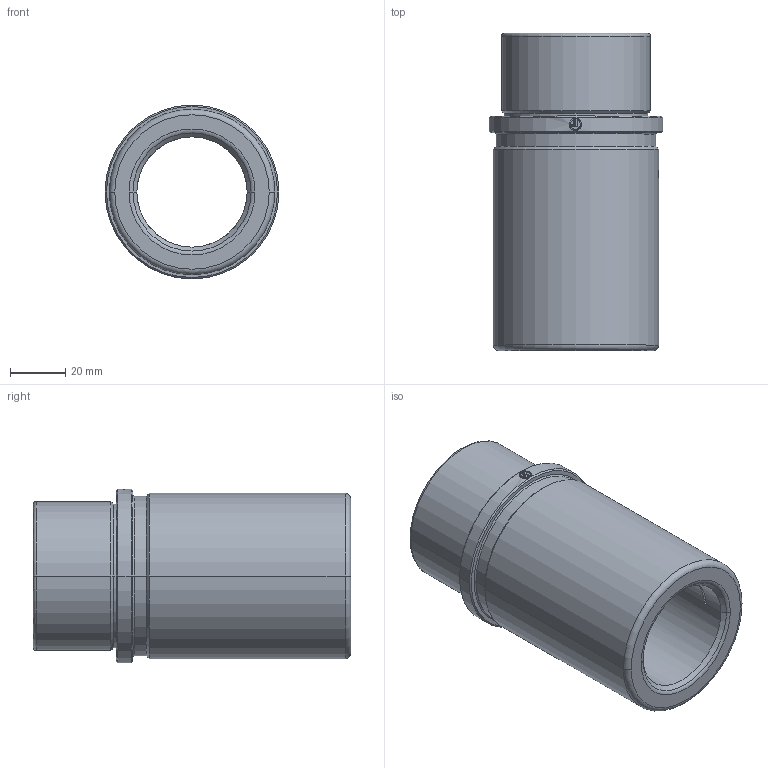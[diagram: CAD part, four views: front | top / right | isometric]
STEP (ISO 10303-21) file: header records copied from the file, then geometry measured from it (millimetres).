
FILE_DESCRIPTION (( 'STEP AP214' ), '1' );
FILE_NAME ('665QM 628QM-D40.STEP', '2021-11-07T06:38:42', ( '' ), ( '' ), 'SwSTEP 2.0', 'SolidWorks 2016', '' );
FILE_SCHEMA (( 'AUTOMOTIVE_DESIGN' ));
Length unit declared in the file: millimetre
Products named in the file (2): 665QM 628QM-D40
Bounding box: 63 x 115 x 63 mm (x, y, z)
Volume: 163871 mm3; surface area: 39452.6 mm2
Topology: 1 solids, 1 shells, 89 faces, 216 edges, 137 vertices
Faces by surface type: bspline 30, cylinder 25, plane 14, torus 10, cone 10
Entity records: 7912 total; most frequent: CARTESIAN_POINT 6073, ORIENTED_EDGE 420, DIRECTION 301, EDGE_CURVE 210, AXIS2_PLACEMENT_3D 127, VERTEX_POINT 125, B_SPLINE_CURVE_WITH_KNOTS 97, EDGE_LOOP 95
